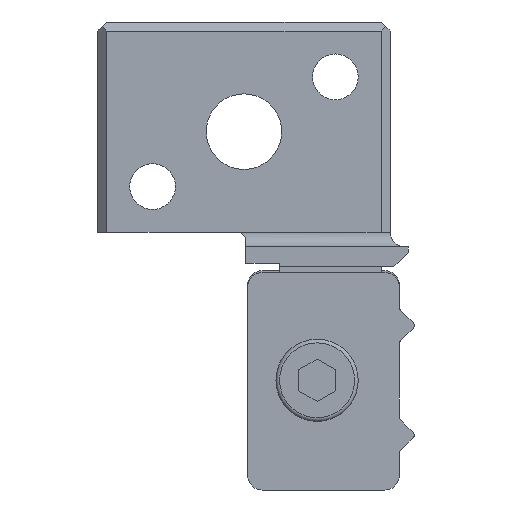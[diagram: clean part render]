
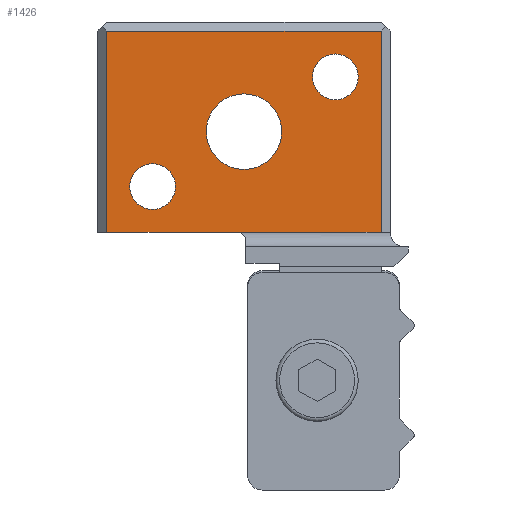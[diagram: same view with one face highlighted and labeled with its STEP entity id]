
A CAD part, left-side view. The second image highlights one B-rep face of the part: STEP entity #1426.
In plain terms, the highlighted planar face has unit normal (-1, 0, 0).
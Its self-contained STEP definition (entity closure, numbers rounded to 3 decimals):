
#59=FACE_BOUND('',#242,.T.);
#60=FACE_BOUND('',#243,.T.);
#61=FACE_BOUND('',#244,.T.);
#82=PLANE('',#1615);
#163=FACE_OUTER_BOUND('',#241,.T.);
#241=EDGE_LOOP('',(#1097,#1098,#1099,#1100,#1101));
#242=EDGE_LOOP('',(#1102));
#243=EDGE_LOOP('',(#1103));
#244=EDGE_LOOP('',(#1104));
#348=LINE('',#2235,#511);
#352=LINE('',#2243,#515);
#364=LINE('',#2264,#527);
#365=LINE('',#2266,#528);
#366=LINE('',#2267,#529);
#511=VECTOR('',#1809,10.);
#515=VECTOR('',#1815,10.);
#527=VECTOR('',#1835,10.);
#528=VECTOR('',#1836,10.);
#529=VECTOR('',#1837,10.);
#635=CIRCLE('',#1593,1.25);
#637=CIRCLE('',#1596,1.25);
#638=CIRCLE('',#1598,2.067);
#673=VERTEX_POINT('',#2139);
#675=VERTEX_POINT('',#2145);
#676=VERTEX_POINT('',#2149);
#702=VERTEX_POINT('',#2216);
#709=VERTEX_POINT('',#2232);
#710=VERTEX_POINT('',#2234);
#713=VERTEX_POINT('',#2241);
#719=VERTEX_POINT('',#2265);
#809=EDGE_CURVE('',#673,#673,#635,.T.);
#812=EDGE_CURVE('',#675,#675,#637,.T.);
#813=EDGE_CURVE('',#676,#676,#638,.T.);
#853=EDGE_CURVE('',#710,#709,#348,.T.);
#857=EDGE_CURVE('',#702,#713,#352,.T.);
#869=EDGE_CURVE('',#710,#713,#364,.T.);
#870=EDGE_CURVE('',#719,#709,#365,.T.);
#871=EDGE_CURVE('',#719,#702,#366,.T.);
#1097=ORIENTED_EDGE('',*,*,#857,.T.);
#1098=ORIENTED_EDGE('',*,*,#869,.F.);
#1099=ORIENTED_EDGE('',*,*,#853,.T.);
#1100=ORIENTED_EDGE('',*,*,#870,.F.);
#1101=ORIENTED_EDGE('',*,*,#871,.T.);
#1102=ORIENTED_EDGE('',*,*,#809,.T.);
#1103=ORIENTED_EDGE('',*,*,#812,.T.);
#1104=ORIENTED_EDGE('',*,*,#813,.T.);
#1426=ADVANCED_FACE('',(#163,#59,#60,#61),#82,.F.);
#1593=AXIS2_PLACEMENT_3D('',#2141,#1734,#1735);
#1596=AXIS2_PLACEMENT_3D('',#2147,#1741,#1742);
#1598=AXIS2_PLACEMENT_3D('',#2150,#1745,#1746);
#1615=AXIS2_PLACEMENT_3D('',#2263,#1833,#1834);
#1734=DIRECTION('center_axis',(1.,0.,0.));
#1735=DIRECTION('ref_axis',(0.,0.,-1.));
#1741=DIRECTION('center_axis',(1.,0.,0.));
#1742=DIRECTION('ref_axis',(0.,0.,-1.));
#1745=DIRECTION('center_axis',(1.,0.,0.));
#1746=DIRECTION('ref_axis',(0.,0.,1.));
#1809=DIRECTION('',(0.,-1.,0.));
#1815=DIRECTION('',(0.,1.,0.));
#1833=DIRECTION('center_axis',(1.,0.,0.));
#1834=DIRECTION('ref_axis',(0.,1.,0.));
#1835=DIRECTION('',(0.,0.,1.));
#1836=DIRECTION('',(0.,0.,-1.));
#1837=DIRECTION('',(0.,0.,1.));
#2139=CARTESIAN_POINT('',(-6.,-9.,-3.75));
#2141=CARTESIAN_POINT('Origin',(-6.,-9.,-5.));
#2145=CARTESIAN_POINT('',(-6.,-3.,6.25));
#2147=CARTESIAN_POINT('Origin',(-6.,-3.,5.));
#2149=CARTESIAN_POINT('',(-6.,-6.,-2.067));
#2150=CARTESIAN_POINT('Origin',(-6.,-6.,0.));
#2216=CARTESIAN_POINT('',(-6.,-11.5,7.5));
#2232=CARTESIAN_POINT('',(-6.,-11.5,-7.5));
#2234=CARTESIAN_POINT('',(-6.,-0.5,-7.5));
#2235=CARTESIAN_POINT('',(-6.,-5.75,-7.5));
#2241=CARTESIAN_POINT('',(-6.,-0.5,7.5));
#2243=CARTESIAN_POINT('',(-6.,-5.75,7.5));
#2263=CARTESIAN_POINT('Origin',(-6.,-11.5,0.));
#2264=CARTESIAN_POINT('',(-6.,-0.5,0.));
#2265=CARTESIAN_POINT('',(-6.,-11.5,-0.2));
#2266=CARTESIAN_POINT('',(-6.,-11.5,-4.));
#2267=CARTESIAN_POINT('',(-6.,-11.5,0.));
